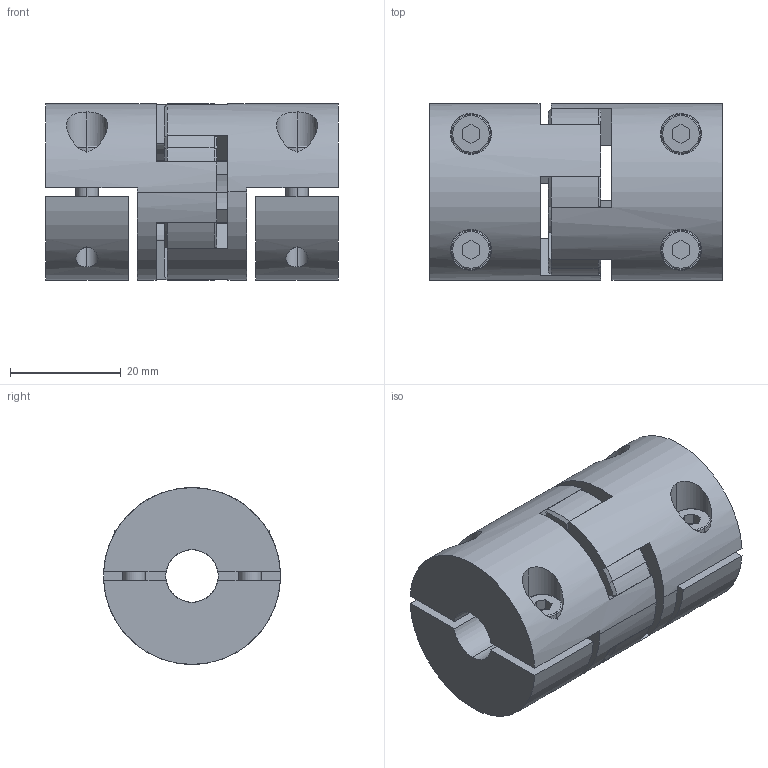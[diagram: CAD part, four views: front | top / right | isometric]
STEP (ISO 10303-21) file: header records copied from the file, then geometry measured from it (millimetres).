
FILE_DESCRIPTION(('STEP AP214'),'1');
FILE_NAME('cctmp_2297CBBE-11C6-4ED4-AC56-8369A22D5298_2023_06_14_13_00_28_0874..stp','2023-06-14T11:00:29',('R+W Antriebselemente GmbH'),('CADClick - www.CADClick.com'),'Spatial InterOp 3D',' ','unknown authorization');
FILE_SCHEMA(('AUTOMOTIVE_DESIGN'));
Length unit declared in the file: millimetre
Products named in the file (4): cc_unnamed; EKH/10/53/A/9.5/15_2; EKH/10/53/A/9.5/15_1; EKH/10/53/A/9.5/15
Assembly tree (3 placements, depth 2):
  cc_unnamed
    EKH/10/53/A/9.5/15_2
    EKH/10/53/A/9.5/15_1
    EKH/10/53/A/9.5/15
Bounding box: 53 x 32 x 32 mm (x, y, z)
Volume: 31140.4 mm3; surface area: 16490.3 mm2
Topology: 3 solids, 3 shells, 195 faces, 490 edges, 323 vertices
Faces by surface type: plane 94, cylinder 78, cone 15, torus 8
Entity records: 8064 total; most frequent: CARTESIAN_POINT 1532, DIRECTION 1063, ORIENTED_EDGE 980, EDGE_CURVE 490, AXIS2_PLACEMENT_3D 390, VERTEX_POINT 323, LINE 283, VECTOR 283
